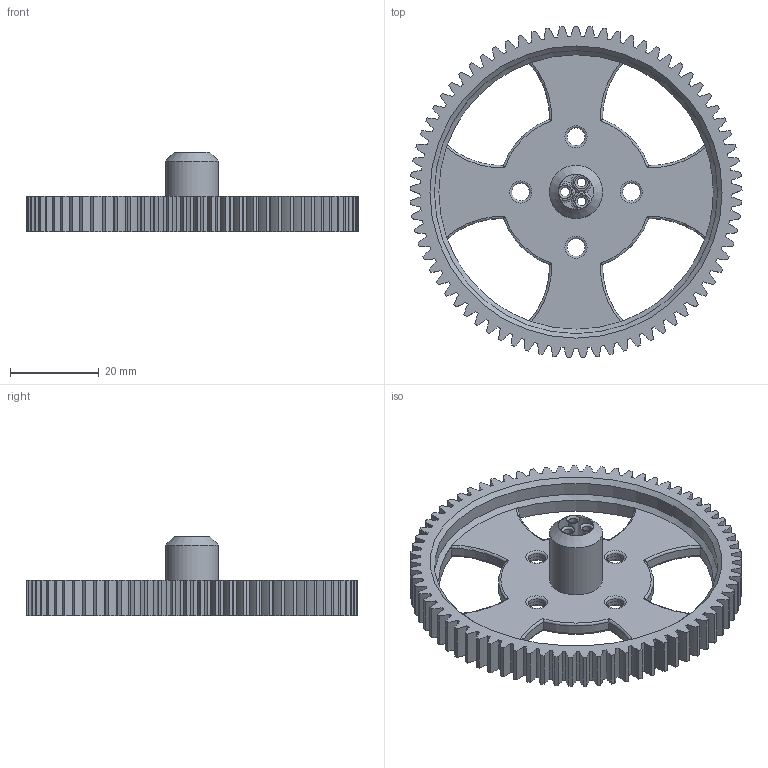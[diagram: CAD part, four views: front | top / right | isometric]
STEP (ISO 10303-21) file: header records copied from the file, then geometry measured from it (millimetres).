
FILE_DESCRIPTION(/* description */ (''),/* implementation_level */ '2;1');
FILE_NAME(/* name */ 'MountedGear.stp',/* time_stamp */ '2020-06-09T15:05:10+02:00',/* author */ ('jguck'),/* organization */ (''),/* preprocessor_version */ 'ST-DEVELOPER v17',/* originating_system */ 'Autodesk Inventor 2019',/* authorisation */ '');
FILE_SCHEMA (('AUTOMOTIVE_DESIGN { 1 0 10303 214 3 1 1 }'));
Length unit declared in the file: millimetre
Products named in the file (1): Spur Gear2
Bounding box: 75 x 74.98 x 18 mm (x, y, z)
Volume: 14743.9 mm3; surface area: 12019.5 mm2
Topology: 1 solids, 1 shells, 377 faces, 1102 edges, 727 vertices
Faces by surface type: cylinder 324, torus 38, plane 12, cone 3
Full cylindrical faces by diameter (mm): 2 x3, 3.7 x3, 4 x4, 5.2 x4, 12 x1, 64 x1
Entity records: 13364 total; most frequent: CARTESIAN_POINT 2626, DIRECTION 2563, ORIENTED_EDGE 2204, AXIS2_PLACEMENT_3D 1118, EDGE_CURVE 1102, CIRCLE 740, VERTEX_POINT 727, EDGE_LOOP 399
